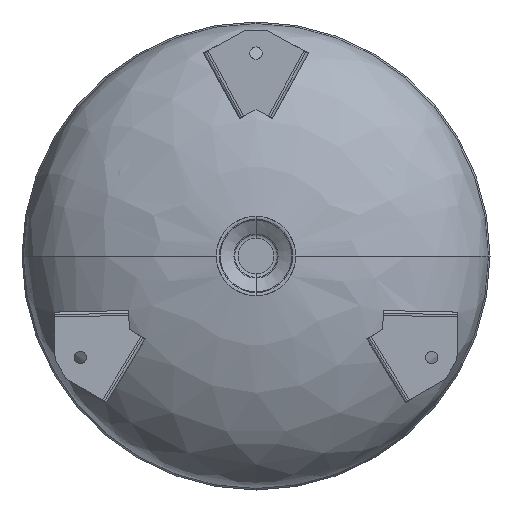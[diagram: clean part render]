
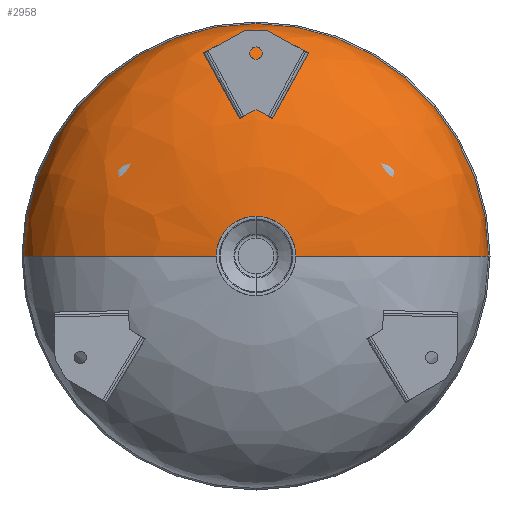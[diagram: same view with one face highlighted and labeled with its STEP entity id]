
A CAD part, front view. The second image highlights one B-rep face of the part: STEP entity #2958.
In plain terms, the highlighted free-form (B-spline) face has degree [3, 3] with [4, 4] control points.
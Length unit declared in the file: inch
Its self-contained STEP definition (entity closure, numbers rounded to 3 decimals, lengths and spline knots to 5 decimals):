
#218 = CARTESIAN_POINT ( 'NONE',  ( -5.97024, -13.67093, 0. ) ) ;
#262 = CARTESIAN_POINT ( 'NONE',  ( 8.875, -9.5, 0. ) ) ;
#669 = EDGE_CURVE ( 'NONE', #5366, #2944, #2889, .T. ) ;
#749 = CARTESIAN_POINT ( 'NONE',  ( -8.875, -9.5, 0. ) ) ;
#795 = EDGE_CURVE ( 'NONE', #2570, #8609, #1557, .T. ) ;
#837 = CARTESIAN_POINT ( 'NONE',  ( -1.52364, -14.07653, 3.04727 ) ) ;
#924 = VERTEX_POINT ( 'NONE', #5029 ) ;
#1053 =( BOUNDED_SURFACE ( )  B_SPLINE_SURFACE ( 3, 3, ( 
 ( #5606, #837, #4109, #6117 ),
 ( #5478, #8143, #2151, #4812 ),
 ( #1498, #4150, #6822, #3503 ),
 ( #2492, #1841, #7744, #5644 ) ),
 .UNSPECIFIED., .F., .F., .F. ) 
 B_SPLINE_SURFACE_WITH_KNOTS ( ( 4, 4 ),
 ( 4, 4 ),
 ( 0., 1. ),
 ( 0., 1. ),
 .UNSPECIFIED. ) 
 GEOMETRIC_REPRESENTATION_ITEM ( )  RATIONAL_B_SPLINE_SURFACE ( (
 ( 1., 0.333, 0.333, 1.),
 ( 0.844, 0.281, 0.281, 0.844),
 ( 0.844, 0.281, 0.281, 0.844),
 ( 1., 0.333, 0.333, 1.) ) ) 
 REPRESENTATION_ITEM ( '' )  SURFACE ( )  );
#1260 = ORIENTED_EDGE ( 'NONE', *, *, #5183, .T. ) ;
#1498 = CARTESIAN_POINT ( 'NONE',  ( -8.875, -11.86259, 0. ) ) ;
#1504 = CARTESIAN_POINT ( 'NONE',  ( 0., -9.5, 0. ) ) ;
#1520 = CIRCLE ( 'NONE', #6402, 8.875 ) ;
#1557 = CIRCLE ( 'NONE', #1967, 8.875 ) ;
#1766 = CIRCLE ( 'NONE', #3142, 1.52364 ) ;
#1841 = CARTESIAN_POINT ( 'NONE',  ( -8.875, -9.5, 17.75 ) ) ;
#1857 = CARTESIAN_POINT ( 'NONE',  ( 1.52364, -14.07653, 0. ) ) ;
#1946 = EDGE_CURVE ( 'NONE', #3580, #5366, #1766, .T. ) ;
#1967 = AXIS2_PLACEMENT_3D ( 'NONE', #8132, #5416, #2180 ) ;
#2151 = CARTESIAN_POINT ( 'NONE',  ( 5.97024, -13.67093, 11.94049 ) ) ;
#2180 = DIRECTION ( 'NONE',  ( 0., 0., 1. ) ) ;
#2492 = CARTESIAN_POINT ( 'NONE',  ( -8.875, -9.5, 0. ) ) ;
#2567 = DIRECTION ( 'NONE',  ( 0., 1., 0. ) ) ;
#2570 = VERTEX_POINT ( 'NONE', #7628 ) ;
#2585 = EDGE_LOOP ( 'NONE', ( #6770, #1260, #4777, #6058, #5413, #7490 ) ) ;
#2871 = EDGE_CURVE ( 'NONE', #924, #2570, #6744, .T. ) ;
#2889 =( BOUNDED_CURVE ( )  B_SPLINE_CURVE ( 3, ( #6453, #4565, #5070, #5882 ),
 .UNSPECIFIED., .F., .F. ) 
 B_SPLINE_CURVE_WITH_KNOTS ( ( 4, 4 ),
 ( 4.88492, 6.28319 ),
 .UNSPECIFIED. ) 
 CURVE ( )  GEOMETRIC_REPRESENTATION_ITEM ( )  RATIONAL_B_SPLINE_CURVE ( ( 1., 0.844, 0.844, 1. ) ) 
 REPRESENTATION_ITEM ( '' )  );
#2938 = FACE_OUTER_BOUND ( 'NONE', #2585, .T. ) ;
#2944 = VERTEX_POINT ( 'NONE', #262 ) ;
#2958 = ADVANCED_FACE ( 'NONE', ( #2938 ), #1053, .F. ) ;
#3142 = AXIS2_PLACEMENT_3D ( 'NONE', #7644, #6370, #6991 ) ;
#3497 = CIRCLE ( 'NONE', #5045, 1.52364 ) ;
#3503 = CARTESIAN_POINT ( 'NONE',  ( 8.875, -11.86259, 0. ) ) ;
#3580 = VERTEX_POINT ( 'NONE', #6662 ) ;
#3817 = CARTESIAN_POINT ( 'NONE',  ( 0., -9.5, 8.875 ) ) ;
#4095 = EDGE_CURVE ( 'NONE', #8609, #2944, #1520, .T. ) ;
#4109 = CARTESIAN_POINT ( 'NONE',  ( 1.52364, -14.07653, 3.04727 ) ) ;
#4150 = CARTESIAN_POINT ( 'NONE',  ( -8.875, -11.86259, 17.75 ) ) ;
#4234 = CARTESIAN_POINT ( 'NONE',  ( -8.875, -11.86259, 0. ) ) ;
#4565 = CARTESIAN_POINT ( 'NONE',  ( 5.97024, -13.67093, 0. ) ) ;
#4777 = ORIENTED_EDGE ( 'NONE', *, *, #1946, .T. ) ;
#4812 = CARTESIAN_POINT ( 'NONE',  ( 5.97024, -13.67093, 0. ) ) ;
#5029 = CARTESIAN_POINT ( 'NONE',  ( -1.52364, -14.07653, 0. ) ) ;
#5045 = AXIS2_PLACEMENT_3D ( 'NONE', #7289, #2567, #5274 ) ;
#5070 = CARTESIAN_POINT ( 'NONE',  ( 8.875, -11.86259, 0. ) ) ;
#5183 = EDGE_CURVE ( 'NONE', #924, #3580, #3497, .T. ) ;
#5274 = DIRECTION ( 'NONE',  ( 0., 0., 1. ) ) ;
#5350 = DIRECTION ( 'NONE',  ( 0., 1., 0. ) ) ;
#5366 = VERTEX_POINT ( 'NONE', #1857 ) ;
#5413 = ORIENTED_EDGE ( 'NONE', *, *, #4095, .F. ) ;
#5416 = DIRECTION ( 'NONE',  ( 0., 1., 0. ) ) ;
#5478 = CARTESIAN_POINT ( 'NONE',  ( -5.97024, -13.67093, 0. ) ) ;
#5525 = DIRECTION ( 'NONE',  ( 0., 0., 1. ) ) ;
#5606 = CARTESIAN_POINT ( 'NONE',  ( -1.52364, -14.07653, 0. ) ) ;
#5644 = CARTESIAN_POINT ( 'NONE',  ( 8.875, -9.5, 0. ) ) ;
#5882 = CARTESIAN_POINT ( 'NONE',  ( 8.875, -9.5, 0. ) ) ;
#6058 = ORIENTED_EDGE ( 'NONE', *, *, #669, .T. ) ;
#6117 = CARTESIAN_POINT ( 'NONE',  ( 1.52364, -14.07653, 0. ) ) ;
#6203 = CARTESIAN_POINT ( 'NONE',  ( -1.52364, -14.07653, 0. ) ) ;
#6370 = DIRECTION ( 'NONE',  ( 0., 1., 0. ) ) ;
#6402 = AXIS2_PLACEMENT_3D ( 'NONE', #1504, #5350, #5525 ) ;
#6453 = CARTESIAN_POINT ( 'NONE',  ( 1.52364, -14.07653, 0. ) ) ;
#6662 = CARTESIAN_POINT ( 'NONE',  ( 0., -14.07653, 1.52364 ) ) ;
#6744 =( BOUNDED_CURVE ( )  B_SPLINE_CURVE ( 3, ( #6203, #218, #4234, #749 ),
 .UNSPECIFIED., .F., .F. ) 
 B_SPLINE_CURVE_WITH_KNOTS ( ( 4, 4 ),
 ( 4.88492, 6.28319 ),
 .UNSPECIFIED. ) 
 CURVE ( )  GEOMETRIC_REPRESENTATION_ITEM ( )  RATIONAL_B_SPLINE_CURVE ( ( 1., 0.844, 0.844, 1. ) ) 
 REPRESENTATION_ITEM ( '' )  );
#6770 = ORIENTED_EDGE ( 'NONE', *, *, #2871, .F. ) ;
#6822 = CARTESIAN_POINT ( 'NONE',  ( 8.875, -11.86259, 17.75 ) ) ;
#6991 = DIRECTION ( 'NONE',  ( 0., 0., 1. ) ) ;
#7289 = CARTESIAN_POINT ( 'NONE',  ( 0., -14.07653, 0. ) ) ;
#7490 = ORIENTED_EDGE ( 'NONE', *, *, #795, .F. ) ;
#7628 = CARTESIAN_POINT ( 'NONE',  ( -8.875, -9.5, 0. ) ) ;
#7644 = CARTESIAN_POINT ( 'NONE',  ( 0., -14.07653, 0. ) ) ;
#7744 = CARTESIAN_POINT ( 'NONE',  ( 8.875, -9.5, 17.75 ) ) ;
#8132 = CARTESIAN_POINT ( 'NONE',  ( 0., -9.5, 0. ) ) ;
#8143 = CARTESIAN_POINT ( 'NONE',  ( -5.97024, -13.67093, 11.94049 ) ) ;
#8609 = VERTEX_POINT ( 'NONE', #3817 ) ;
